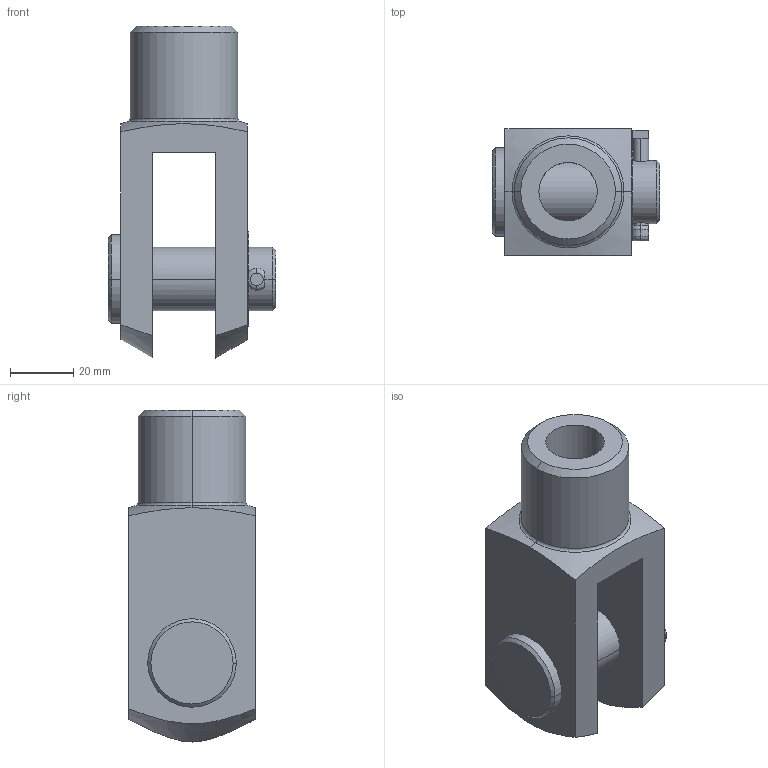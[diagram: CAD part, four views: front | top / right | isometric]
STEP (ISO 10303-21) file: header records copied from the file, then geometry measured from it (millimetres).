
FILE_DESCRIPTION (( 'STEP AP214' ), '1' );
FILE_NAME ('RD001396_SP.STEP', '2018-09-17T15:23:39', ( '' ), ( '' ), 'SwSTEP 2.0', 'SolidWorks 2018', '' );
FILE_SCHEMA (( 'AUTOMOTIVE_DESIGN' ));
Length unit declared in the file: millimetre
Products named in the file (1): RD001396_SP
Bounding box: 53 x 40 x 105 mm (x, y, z)
Volume: 91510.9 mm3; surface area: 27900.7 mm2
Topology: 4 solids, 4 shells, 69 faces, 165 edges, 103 vertices
Faces by surface type: cylinder 27, plane 20, cone 15, torus 7
Entity records: 3227 total; most frequent: CARTESIAN_POINT 784, DIRECTION 345, ORIENTED_EDGE 330, EDGE_CURVE 165, AXIS2_PLACEMENT_3D 140, VERTEX_POINT 103, EDGE_LOOP 78, UNCERTAINTY_MEASURE_WITH_UNIT 75
